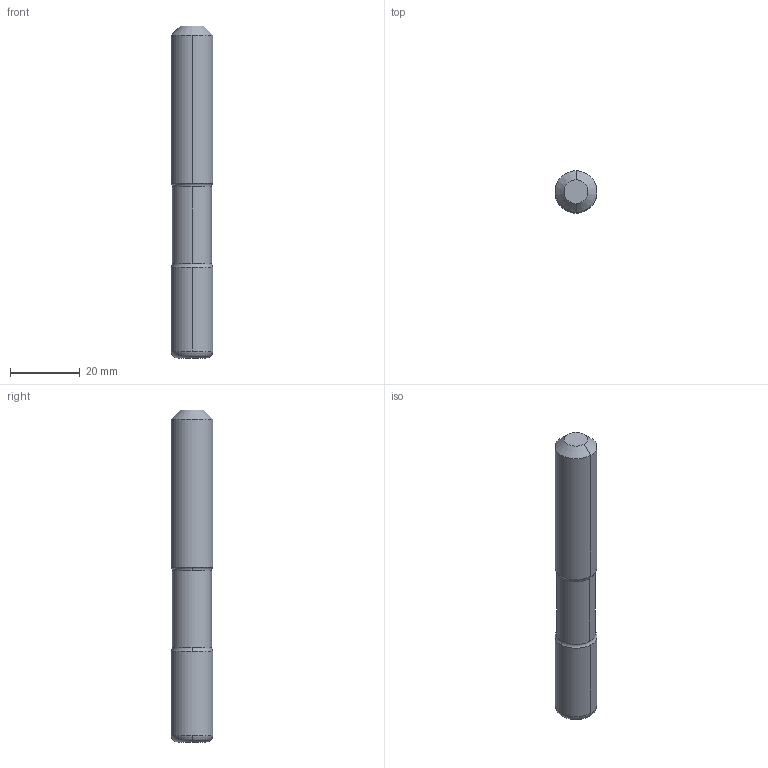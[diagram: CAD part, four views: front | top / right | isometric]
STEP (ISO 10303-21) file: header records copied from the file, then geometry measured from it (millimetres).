
FILE_DESCRIPTION(('STEP AP214'),'1');
FILE_NAME('608062430-000-00-E43.stp','2024-03-01T07:49:57',(' '),(' '),'Spatial InterOp 3D',' ',' ');
FILE_SCHEMA(('AUTOMOTIVE_DESIGN { 1 0 10303 214 1 1 1 1 }'));
Length unit declared in the file: millimetre
Products named in the file (1): 1
Bounding box: 12 x 12 x 95 mm (x, y, z)
Volume: 10264.4 mm3; surface area: 3882.3 mm2
Topology: 2 solids, 2 shells, 18 faces, 56 edges, 43 vertices
Faces by surface type: torus 6, cylinder 6, plane 4, cone 2
Entity records: 824 total; most frequent: DIRECTION 137, CARTESIAN_POINT 108, ORIENTED_EDGE 84, AXIS2_PLACEMENT_3D 61, EDGE_CURVE 42, CIRCLE 37, VERTEX_POINT 28, STYLED_ITEM 21
